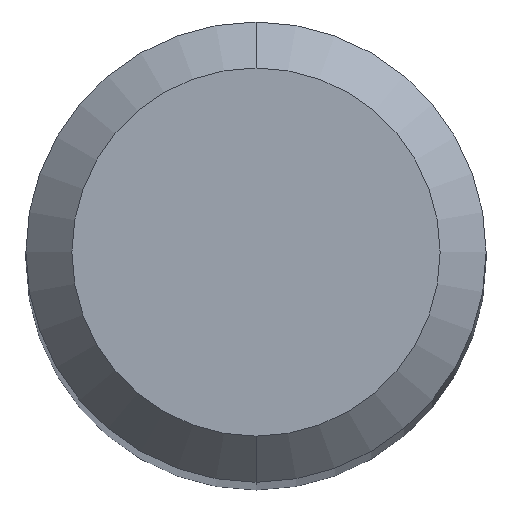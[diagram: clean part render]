
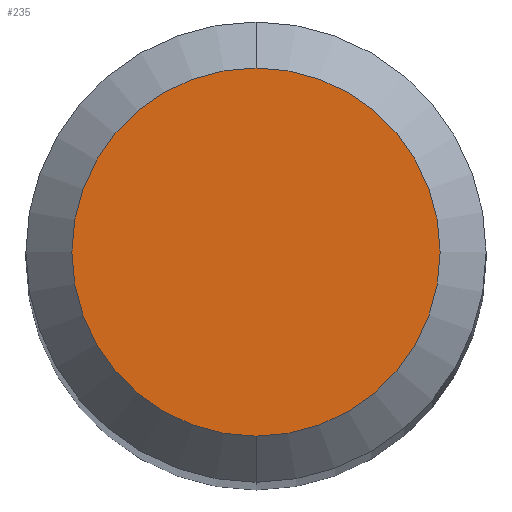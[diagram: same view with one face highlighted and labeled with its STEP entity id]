
A CAD part, top view. The second image highlights one B-rep face of the part: STEP entity #235.
In plain terms, the highlighted planar face has unit normal (0, 0, 1).
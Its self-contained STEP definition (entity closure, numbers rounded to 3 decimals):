
#235=ADVANCED_FACE('',(#550),#551,.T.);
#267=VERTEX_POINT('',#585);
#333=EDGE_CURVE('',#267,#343,#657,.T.);
#343=VERTEX_POINT('',#669);
#361=EDGE_CURVE('',#343,#267,#689,.T.);
#550=FACE_OUTER_BOUND('',#937,.T.);
#551=PLANE('',#938);
#585=CARTESIAN_POINT('',(0.0,1.2,0.0));
#657=CIRCLE('',#1213,1.2);
#669=CARTESIAN_POINT('',(0.,-1.2,0.0));
#689=CIRCLE('',#1266,1.2);
#937=EDGE_LOOP('',(#1536,#1537));
#938=AXIS2_PLACEMENT_3D('',#1538,#1539,#1540);
#1213=AXIS2_PLACEMENT_3D('',#1649,#1650,#1651);
#1266=AXIS2_PLACEMENT_3D('',#1706,#1707,#1708);
#1536=ORIENTED_EDGE('',*,*,#333,.F.);
#1537=ORIENTED_EDGE('',*,*,#361,.F.);
#1538=CARTESIAN_POINT('',(0.0,0.6,0.0));
#1539=DIRECTION('',(-0.0,0.0,1.0));
#1540=DIRECTION('',(0.0,-1.0,0.0));
#1649=CARTESIAN_POINT('',(0.0,0.0,0.0));
#1650=DIRECTION('',(0.0,0.0,-1.0));
#1651=DIRECTION('',(0.0,1.0,0.0));
#1706=CARTESIAN_POINT('',(0.0,0.0,0.0));
#1707=DIRECTION('',(0.0,0.0,-1.0));
#1708=DIRECTION('',(0.0,1.0,0.0));
